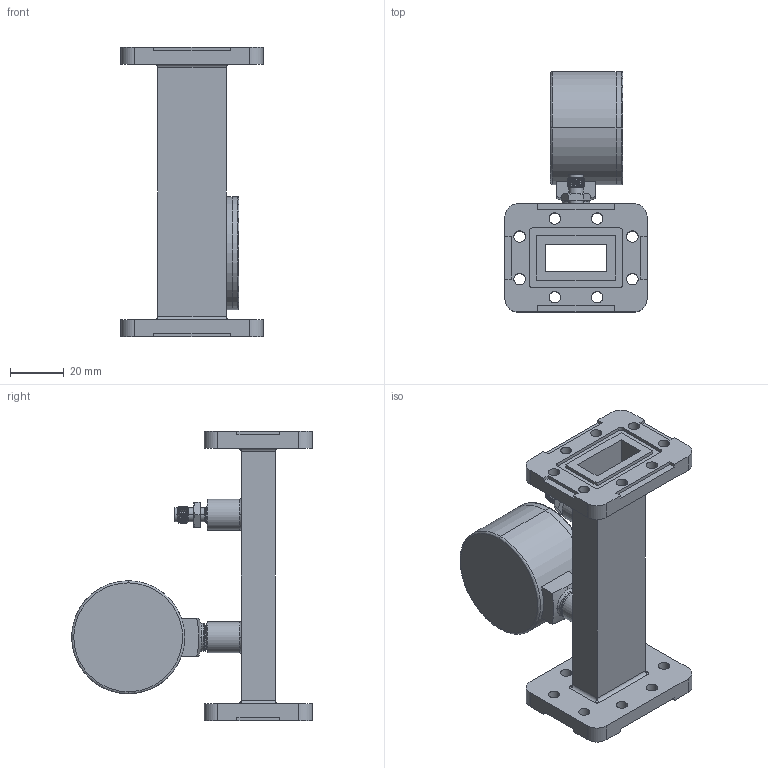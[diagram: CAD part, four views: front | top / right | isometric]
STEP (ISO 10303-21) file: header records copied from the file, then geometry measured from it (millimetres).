
FILE_DESCRIPTION (( 'STEP AP214' ), '1' );
FILE_NAME ('PEWSP1008.STEP', '2017-06-21T23:19:25', ( '' ), ( '' ), 'SwSTEP 2.0', 'SolidWorks 2014', '' );
FILE_SCHEMA (( 'AUTOMOTIVE_DESIGN' ));
Length unit declared in the file: inch
Products named in the file (1): PEWSP1008
Bounding box: 53.09 x 89.79 x 107.95 mm (x, y, z)
Volume: 69953.1 mm3; surface area: 38088 mm2
Topology: 4 solids, 4 shells, 489 faces, 1298 edges, 861 vertices
Faces by surface type: plane 201, cylinder 178, bspline 57, cone 41, torus 12
Entity records: 28060 total; most frequent: CARTESIAN_POINT 15770, ORIENTED_EDGE 2580, DIRECTION 2225, EDGE_CURVE 1290, VERTEX_POINT 861, AXIS2_PLACEMENT_3D 783, VECTOR 659, LINE 659
